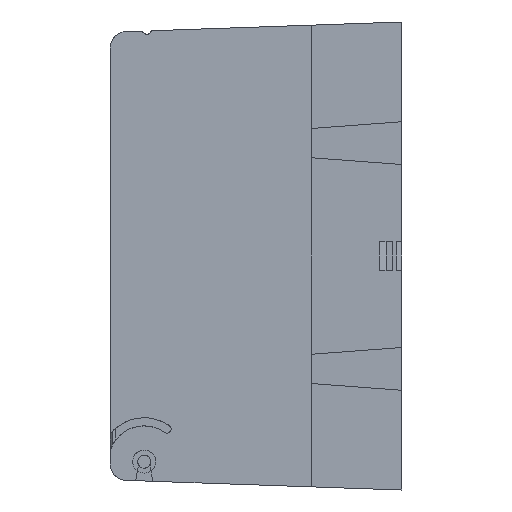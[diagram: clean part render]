
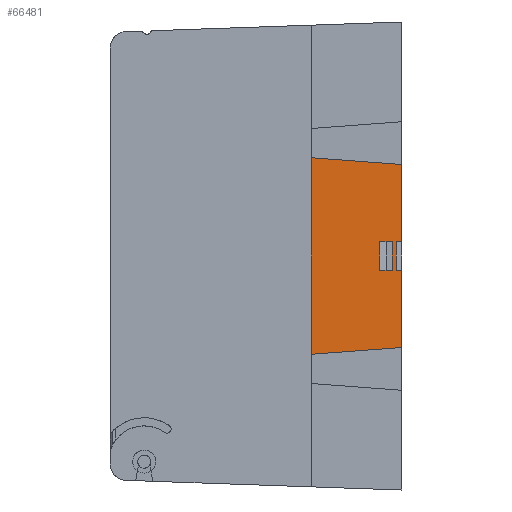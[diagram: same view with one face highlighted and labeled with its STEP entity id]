
A CAD part, left-side view. The second image highlights one B-rep face of the part: STEP entity #66481.
In plain terms, the highlighted planar face has unit normal (-1, 0, 0).
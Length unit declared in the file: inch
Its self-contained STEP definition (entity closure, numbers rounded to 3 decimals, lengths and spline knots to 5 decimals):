
#539 = EDGE_CURVE ( 'NONE', #50956, #86991, #41388, .T. ) ;
#1061 = VECTOR ( 'NONE', #4400, 39.37008 ) ;
#1621 = LINE ( 'NONE', #23772, #110643 ) ;
#1957 = CARTESIAN_POINT ( 'NONE',  ( -3.945, -1.24, -0.175 ) ) ;
#3358 = ORIENTED_EDGE ( 'NONE', *, *, #73027, .F. ) ;
#4400 = DIRECTION ( 'NONE',  ( 0., -1., 0. ) ) ;
#6346 = CARTESIAN_POINT ( 'NONE',  ( -3.945, -1.24, -0.175 ) ) ;
#8708 = EDGE_CURVE ( 'NONE', #84753, #68433, #86266, .T. ) ;
#8778 = CARTESIAN_POINT ( 'NONE',  ( -3.945, -1.24, 0.175 ) ) ;
#9745 = LINE ( 'NONE', #23595, #98339 ) ;
#10177 = VERTEX_POINT ( 'NONE', #65183 ) ;
#10796 = DIRECTION ( 'NONE',  ( 0., 0., 1. ) ) ;
#11641 = VECTOR ( 'NONE', #18044, 39.37008 ) ;
#13056 = LINE ( 'NONE', #6346, #98949 ) ;
#15164 = DIRECTION ( 'NONE',  ( 0., -0.997, -0.074 ) ) ;
#15608 = EDGE_CURVE ( 'NONE', #16070, #108341, #37164, .T. ) ;
#16070 = VERTEX_POINT ( 'NONE', #98810 ) ;
#16902 = DIRECTION ( 'NONE',  ( 0., 0., 1. ) ) ;
#18044 = DIRECTION ( 'NONE',  ( 0., -1., 0. ) ) ;
#18867 = VECTOR ( 'NONE', #20760, 39.37008 ) ;
#19441 = AXIS2_PLACEMENT_3D ( 'NONE', #80201, #28861, #88830 ) ;
#19475 = CARTESIAN_POINT ( 'NONE',  ( -3.945, -1.29, -0.175 ) ) ;
#20252 = ORIENTED_EDGE ( 'NONE', *, *, #43577, .F. ) ;
#20615 = EDGE_CURVE ( 'NONE', #68433, #50428, #66334, .T. ) ;
#20760 = DIRECTION ( 'NONE',  ( 0., 0., -1. ) ) ;
#21527 = ORIENTED_EDGE ( 'NONE', *, *, #15608, .T. ) ;
#22262 = LINE ( 'NONE', #19475, #45077 ) ;
#23243 = CARTESIAN_POINT ( 'NONE',  ( -3.945, -0.255, -1.19653 ) ) ;
#23595 = CARTESIAN_POINT ( 'NONE',  ( -3.945, -1.91206, -1.07371 ) ) ;
#23772 = CARTESIAN_POINT ( 'NONE',  ( -3.945, -1.355, 1.115 ) ) ;
#25192 = CARTESIAN_POINT ( 'NONE',  ( -3.945, -1.29, -0.175 ) ) ;
#26877 = CARTESIAN_POINT ( 'NONE',  ( -3.945, -0.255, 6.44233 ) ) ;
#27068 = EDGE_CURVE ( 'NONE', #10177, #30663, #28950, .T. ) ;
#28861 = DIRECTION ( 'NONE',  ( 1., 0., 0. ) ) ;
#28950 = LINE ( 'NONE', #26877, #71828 ) ;
#29622 = CARTESIAN_POINT ( 'NONE',  ( -3.945, -1.24, -0.175 ) ) ;
#30663 = VERTEX_POINT ( 'NONE', #23243 ) ;
#32350 = ORIENTED_EDGE ( 'NONE', *, *, #8708, .T. ) ;
#32768 = CARTESIAN_POINT ( 'NONE',  ( -3.945, -1.24, 0.175 ) ) ;
#35696 = DIRECTION ( 'NONE',  ( 0., -1., 0. ) ) ;
#37164 = LINE ( 'NONE', #52113, #11641 ) ;
#39759 = EDGE_CURVE ( 'NONE', #30663, #109936, #9745, .T. ) ;
#40102 = ORIENTED_EDGE ( 'NONE', *, *, #539, .F. ) ;
#41051 = FACE_OUTER_BOUND ( 'NONE', #106210, .T. ) ;
#41359 = ORIENTED_EDGE ( 'NONE', *, *, #93864, .F. ) ;
#41388 = LINE ( 'NONE', #81097, #82872 ) ;
#43577 = EDGE_CURVE ( 'NONE', #10177, #107926, #1621, .T. ) ;
#44665 = CARTESIAN_POINT ( 'NONE',  ( -3.945, -1.355, -0.175 ) ) ;
#45077 = VECTOR ( 'NONE', #10796, 39.37008 ) ;
#45636 = ORIENTED_EDGE ( 'NONE', *, *, #56112, .F. ) ;
#45785 = ORIENTED_EDGE ( 'NONE', *, *, #111130, .T. ) ;
#47020 = ORIENTED_EDGE ( 'NONE', *, *, #39759, .T. ) ;
#50428 = VERTEX_POINT ( 'NONE', #8778 ) ;
#50956 = VERTEX_POINT ( 'NONE', #25192 ) ;
#52113 = CARTESIAN_POINT ( 'NONE',  ( -3.945, -1.355, 0.175 ) ) ;
#52598 = ORIENTED_EDGE ( 'NONE', *, *, #59576, .F. ) ;
#54511 = CARTESIAN_POINT ( 'NONE',  ( -3.945, -1.355, 0.175 ) ) ;
#56112 = EDGE_CURVE ( 'NONE', #107926, #108341, #84612, .T. ) ;
#56476 = VECTOR ( 'NONE', #65240, 39.37008 ) ;
#56649 = CARTESIAN_POINT ( 'NONE',  ( -3.945, -1.355, 6.44233 ) ) ;
#58922 = CARTESIAN_POINT ( 'NONE',  ( -3.945, -1.08706, 0.175 ) ) ;
#59318 = ORIENTED_EDGE ( 'NONE', *, *, #27068, .T. ) ;
#59576 = EDGE_CURVE ( 'NONE', #86417, #50428, #13056, .T. ) ;
#65183 = CARTESIAN_POINT ( 'NONE',  ( -3.945, -0.255, 1.19653 ) ) ;
#65240 = DIRECTION ( 'NONE',  ( 0., 0., -1. ) ) ;
#66334 = LINE ( 'NONE', #32768, #109575 ) ;
#66481 = ADVANCED_FACE ( 'NONE', ( #41051, #106920 ), #71194, .F. ) ;
#68082 = ORIENTED_EDGE ( 'NONE', *, *, #20615, .T. ) ;
#68433 = VERTEX_POINT ( 'NONE', #58922 ) ;
#69573 = LINE ( 'NONE', #29622, #1061 ) ;
#71194 = PLANE ( 'NONE',  #19441 ) ;
#71828 = VECTOR ( 'NONE', #104250, 39.37008 ) ;
#72067 = CARTESIAN_POINT ( 'NONE',  ( -3.945, -1.355, 6.44233 ) ) ;
#73027 = EDGE_CURVE ( 'NONE', #84753, #86417, #69573, .T. ) ;
#74908 = DIRECTION ( 'NONE',  ( 0., -0.997, 0.074 ) ) ;
#75361 = DIRECTION ( 'NONE',  ( 0., 0., 1. ) ) ;
#78266 = CARTESIAN_POINT ( 'NONE',  ( -3.945, -1.08706, -0.175 ) ) ;
#80201 = CARTESIAN_POINT ( 'NONE',  ( -3.945, -1.355, 6.44233 ) ) ;
#81097 = CARTESIAN_POINT ( 'NONE',  ( -3.945, -1.355, -0.175 ) ) ;
#82872 = VECTOR ( 'NONE', #35696, 39.37008 ) ;
#84612 = LINE ( 'NONE', #72067, #18867 ) ;
#84753 = VERTEX_POINT ( 'NONE', #78266 ) ;
#86266 = LINE ( 'NONE', #93367, #109305 ) ;
#86417 = VERTEX_POINT ( 'NONE', #1957 ) ;
#86991 = VERTEX_POINT ( 'NONE', #44665 ) ;
#88830 = DIRECTION ( 'NONE',  ( 0., 0., -1. ) ) ;
#90561 = CARTESIAN_POINT ( 'NONE',  ( -3.945, -1.355, -1.115 ) ) ;
#90678 = EDGE_LOOP ( 'NONE', ( #3358, #32350, #68082, #52598 ) ) ;
#92773 = DIRECTION ( 'NONE',  ( 0., -1., 0. ) ) ;
#93367 = CARTESIAN_POINT ( 'NONE',  ( -3.945, -1.08706, -0.175 ) ) ;
#93864 = EDGE_CURVE ( 'NONE', #86991, #109936, #110487, .T. ) ;
#98339 = VECTOR ( 'NONE', #74908, 39.37008 ) ;
#98810 = CARTESIAN_POINT ( 'NONE',  ( -3.945, -1.29, 0.175 ) ) ;
#98949 = VECTOR ( 'NONE', #75361, 39.37008 ) ;
#104250 = DIRECTION ( 'NONE',  ( 0., 0., -1. ) ) ;
#106210 = EDGE_LOOP ( 'NONE', ( #41359, #40102, #45785, #21527, #45636, #20252, #59318, #47020 ) ) ;
#106920 = FACE_BOUND ( 'NONE', #90678, .T. ) ;
#107926 = VERTEX_POINT ( 'NONE', #108914 ) ;
#108341 = VERTEX_POINT ( 'NONE', #54511 ) ;
#108914 = CARTESIAN_POINT ( 'NONE',  ( -3.945, -1.355, 1.115 ) ) ;
#109305 = VECTOR ( 'NONE', #16902, 39.37008 ) ;
#109575 = VECTOR ( 'NONE', #92773, 39.37008 ) ;
#109936 = VERTEX_POINT ( 'NONE', #90561 ) ;
#110487 = LINE ( 'NONE', #56649, #56476 ) ;
#110643 = VECTOR ( 'NONE', #15164, 39.37008 ) ;
#111130 = EDGE_CURVE ( 'NONE', #50956, #16070, #22262, .T. ) ;
